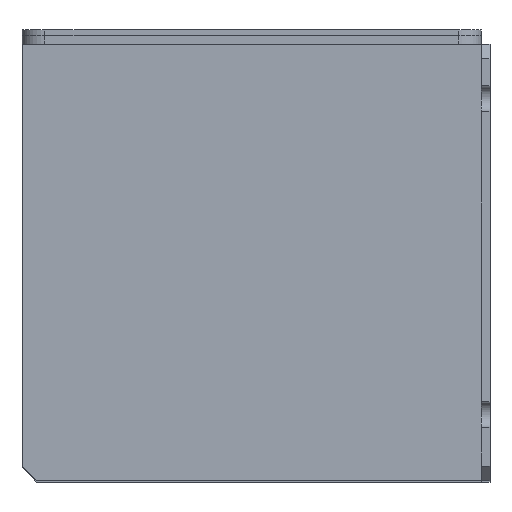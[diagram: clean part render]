
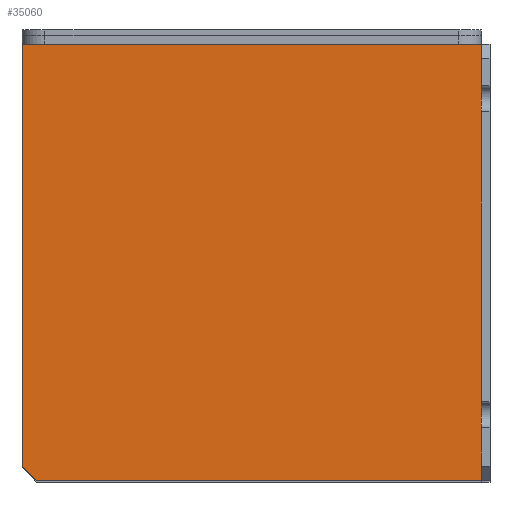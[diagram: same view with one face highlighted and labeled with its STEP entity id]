
A CAD part, top view. The second image highlights one B-rep face of the part: STEP entity #35060.
In plain terms, the highlighted planar face has unit normal (0, 0, 1).
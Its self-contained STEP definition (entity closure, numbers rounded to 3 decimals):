
#794 = ORIENTED_EDGE ( 'NONE', *, *, #22696, .T. ) ;
#1934 = VERTEX_POINT ( 'NONE', #14973 ) ;
#2029 = EDGE_CURVE ( 'NONE', #21802, #1934, #15510, .T. ) ;
#2339 = EDGE_CURVE ( 'NONE', #31435, #37514, #16490, .T. ) ;
#5035 = AXIS2_PLACEMENT_3D ( 'NONE', #38311, #6439, #38457 ) ;
#6088 = ORIENTED_EDGE ( 'NONE', *, *, #26562, .T. ) ;
#6309 = VECTOR ( 'NONE', #28629, 1000. ) ;
#6439 = DIRECTION ( 'NONE',  ( 0., 0., 1. ) ) ;
#7014 = VECTOR ( 'NONE', #21240, 1000. ) ;
#8003 = FACE_OUTER_BOUND ( 'NONE', #17845, .T. ) ;
#8029 = VECTOR ( 'NONE', #40031, 1000. ) ;
#8145 = CARTESIAN_POINT ( 'NONE',  ( -92.653, -68.414, 133. ) ) ;
#9136 = CARTESIAN_POINT ( 'NONE',  ( -95.153, -70.914, 133. ) ) ;
#10618 = CARTESIAN_POINT ( 'NONE',  ( -90.153, -70.914, 133. ) ) ;
#13444 = LINE ( 'NONE', #37533, #14461 ) ;
#14325 = LINE ( 'NONE', #29752, #23793 ) ;
#14461 = VECTOR ( 'NONE', #25229, 1000. ) ;
#14973 = CARTESIAN_POINT ( 'NONE',  ( 64.847, 81.086, 133. ) ) ;
#15063 = CARTESIAN_POINT ( 'NONE',  ( 64.847, -70.914, 133. ) ) ;
#15163 = ORIENTED_EDGE ( 'NONE', *, *, #21337, .F. ) ;
#15510 = LINE ( 'NONE', #24439, #7014 ) ;
#16490 = LINE ( 'NONE', #8145, #8029 ) ;
#16562 = CARTESIAN_POINT ( 'NONE',  ( -95.153, -65.914, 133. ) ) ;
#17845 = EDGE_LOOP ( 'NONE', ( #6088, #20256, #794, #15163, #29808 ) ) ;
#18590 = PLANE ( 'NONE',  #5035 ) ;
#20256 = ORIENTED_EDGE ( 'NONE', *, *, #2339, .T. ) ;
#21240 = DIRECTION ( 'NONE',  ( 1., 0., 0. ) ) ;
#21337 = EDGE_CURVE ( 'NONE', #1934, #31180, #13444, .T. ) ;
#21802 = VERTEX_POINT ( 'NONE', #33915 ) ;
#22312 = LINE ( 'NONE', #9136, #6309 ) ;
#22696 = EDGE_CURVE ( 'NONE', #37514, #31180, #14325, .T. ) ;
#23793 = VECTOR ( 'NONE', #32957, 1000. ) ;
#24439 = CARTESIAN_POINT ( 'NONE',  ( -95.153, 81.086, 133. ) ) ;
#25229 = DIRECTION ( 'NONE',  ( 0., -1., 0. ) ) ;
#26562 = EDGE_CURVE ( 'NONE', #21802, #31435, #22312, .T. ) ;
#28629 = DIRECTION ( 'NONE',  ( 0., -1., 0. ) ) ;
#29752 = CARTESIAN_POINT ( 'NONE',  ( -95.153, -70.914, 133. ) ) ;
#29808 = ORIENTED_EDGE ( 'NONE', *, *, #2029, .F. ) ;
#31180 = VERTEX_POINT ( 'NONE', #15063 ) ;
#31435 = VERTEX_POINT ( 'NONE', #16562 ) ;
#32957 = DIRECTION ( 'NONE',  ( 1., 0., 0. ) ) ;
#33915 = CARTESIAN_POINT ( 'NONE',  ( -95.153, 81.086, 133. ) ) ;
#35060 = ADVANCED_FACE ( 'NONE', ( #8003 ), #18590, .T. ) ;
#37514 = VERTEX_POINT ( 'NONE', #10618 ) ;
#37533 = CARTESIAN_POINT ( 'NONE',  ( 64.847, -70.914, 133. ) ) ;
#38311 = CARTESIAN_POINT ( 'NONE',  ( -95.153, -70.914, 133. ) ) ;
#38457 = DIRECTION ( 'NONE',  ( 1., 0., 0. ) ) ;
#40031 = DIRECTION ( 'NONE',  ( 0.707, -0.707, 0. ) ) ;
